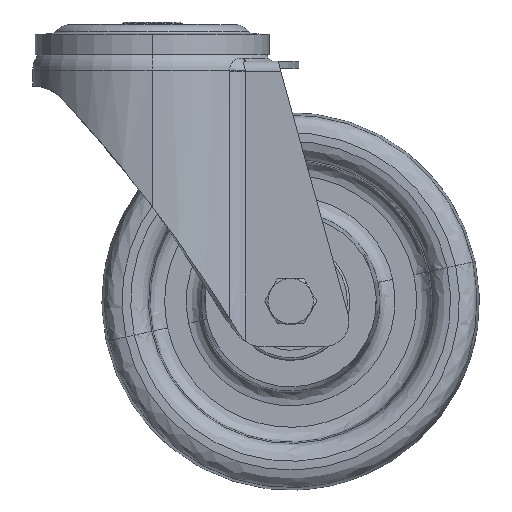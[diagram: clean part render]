
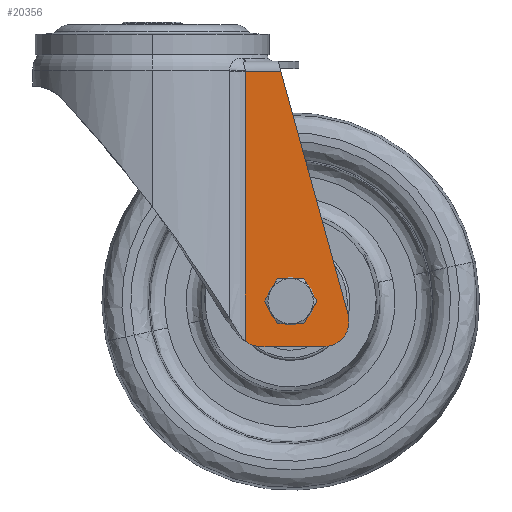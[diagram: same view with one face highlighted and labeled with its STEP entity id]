
A CAD part, top view. The second image highlights one B-rep face of the part: STEP entity #20356.
In plain terms, the highlighted planar face has unit normal (0, 0, 1).
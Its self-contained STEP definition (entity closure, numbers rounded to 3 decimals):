
#922 = CARTESIAN_POINT ( 'NONE',  ( 37.024, -28.665, -175.642 ) ) ;
#1051 = CARTESIAN_POINT ( 'NONE',  ( 37.016, -19.613, -175.642 ) ) ;
#1536 = DIRECTION ( 'NONE',  ( 0., 0., -1. ) ) ;
#3039 = CARTESIAN_POINT ( 'NONE',  ( 37.017, -126.861, -175.642 ) ) ;
#3101 = CARTESIAN_POINT ( 'NONE',  ( 37.018, -64.444, -175.642 ) ) ;
#3268 = CARTESIAN_POINT ( 'NONE',  ( 77.836, -116.337, -175.642 ) ) ;
#3531 = CARTESIAN_POINT ( 'NONE',  ( 43.197, -129., -175.642 ) ) ;
#3707 = DIRECTION ( 'NONE',  ( 0.266, -0.964, 0. ) ) ;
#4621 = EDGE_CURVE ( 'NONE', #8297, #18506, #5789, .T. ) ;
#4706 = PLANE ( 'NONE',  #22278 ) ;
#4875 = CARTESIAN_POINT ( 'NONE',  ( 37.042, -20.774, -175.639 ) ) ;
#5082 = VERTEX_POINT ( 'NONE', #3039 ) ;
#5185 = LINE ( 'NONE', #16919, #6849 ) ;
#5265 = ORIENTED_EDGE ( 'NONE', *, *, #17925, .F. ) ;
#5714 = VERTEX_POINT ( 'NONE', #17152 ) ;
#5789 = CIRCLE ( 'NONE', #10864, 6.1 ) ;
#6334 = CARTESIAN_POINT ( 'NONE',  ( 37.023, -38.185, -175.642 ) ) ;
#6462 = CARTESIAN_POINT ( 'NONE',  ( 37.026, -23.041, -175.642 ) ) ;
#6787 = DIRECTION ( 'NONE',  ( 1., 0., 0. ) ) ;
#6849 = VECTOR ( 'NONE', #11523, 1000. ) ;
#7331 = DIRECTION ( 'NONE',  ( 0., -1., 0. ) ) ;
#8099 = EDGE_LOOP ( 'NONE', ( #13384, #11105 ) ) ;
#8222 = FACE_BOUND ( 'NONE', #8099, .T. ) ;
#8237 = EDGE_CURVE ( 'NONE', #5082, #22034, #11189, .T. ) ;
#8289 = CARTESIAN_POINT ( 'NONE',  ( 37.029, -25.294, -175.641 ) ) ;
#8297 = VERTEX_POINT ( 'NONE', #18254 ) ;
#8407 = CARTESIAN_POINT ( 'NONE',  ( 37.016, -19.6, -175.642 ) ) ;
#8523 = EDGE_CURVE ( 'NONE', #22034, #5714, #5185, .T. ) ;
#8571 = ORIENTED_EDGE ( 'NONE', *, *, #17955, .F. ) ;
#8818 = EDGE_CURVE ( 'NONE', #18506, #8297, #16130, .T. ) ;
#9895 = CIRCLE ( 'NONE', #12213, 10. ) ;
#9994 = CARTESIAN_POINT ( 'NONE',  ( 37.017, -91.209, -175.642 ) ) ;
#10236 = CARTESIAN_POINT ( 'NONE',  ( 37.041, -20.344, -175.638 ) ) ;
#10305 = ORIENTED_EDGE ( 'NONE', *, *, #8523, .F. ) ;
#10353 = CARTESIAN_POINT ( 'NONE',  ( 55., -111., -175.642 ) ) ;
#10864 = AXIS2_PLACEMENT_3D ( 'NONE', #10353, #12158, #15992 ) ;
#10952 = AXIS2_PLACEMENT_3D ( 'NONE', #18193, #19754, #7331 ) ;
#11105 = ORIENTED_EDGE ( 'NONE', *, *, #8818, .F. ) ;
#11189 = B_SPLINE_CURVE_WITH_KNOTS ( 'NONE', 3,
 ( #17442, #9994, #3101, #15534, #6334, #13959, #922, #8289, #23004, #6462, #13857, #21171, #20918, #4875, #10236, #17565, #1051, #8407 ),
 .UNSPECIFIED., .F., .F.,
 ( 4, 2, 2, 2, 2, 2, 2, 2, 4 ),
 ( 0., 0.5, 0.625, 0.75, 0.812, 0.844, 0.875, 0.937, 1. ),
 .UNSPECIFIED. ) ;
#11523 = DIRECTION ( 'NONE',  ( 1., 0., 0. ) ) ;
#11787 = ORIENTED_EDGE ( 'NONE', *, *, #11984, .T. ) ;
#11984 = EDGE_CURVE ( 'NONE', #15972, #20750, #23689, .T. ) ;
#12158 = DIRECTION ( 'NONE',  ( 0., 0., 1. ) ) ;
#12213 = AXIS2_PLACEMENT_3D ( 'NONE', #19837, #1536, #21660 ) ;
#12227 = DIRECTION ( 'NONE',  ( 1., 0., 0. ) ) ;
#12270 = VECTOR ( 'NONE', #6787, 1000. ) ;
#12674 = LINE ( 'NONE', #17965, #19397 ) ;
#12799 = CARTESIAN_POINT ( 'NONE',  ( 0., -165.6, -175.642 ) ) ;
#13054 = CARTESIAN_POINT ( 'NONE',  ( 61.1, -111., -175.642 ) ) ;
#13384 = ORIENTED_EDGE ( 'NONE', *, *, #4621, .F. ) ;
#13857 = CARTESIAN_POINT ( 'NONE',  ( 37.025, -22.653, -175.643 ) ) ;
#13959 = CARTESIAN_POINT ( 'NONE',  ( 37.025, -31.468, -175.642 ) ) ;
#14389 = ORIENTED_EDGE ( 'NONE', *, *, #19090, .F. ) ;
#15534 = CARTESIAN_POINT ( 'NONE',  ( 37.022, -42.098, -175.642 ) ) ;
#15972 = VERTEX_POINT ( 'NONE', #3531 ) ;
#15992 = DIRECTION ( 'NONE',  ( -1., 0., 0. ) ) ;
#16130 = CIRCLE ( 'NONE', #18805, 6.1 ) ;
#16178 = DIRECTION ( 'NONE',  ( 1., 0., 0. ) ) ;
#16318 = CIRCLE ( 'NONE', #10952, 10. ) ;
#16919 = CARTESIAN_POINT ( 'NONE',  ( 37.016, -19.6, -175.642 ) ) ;
#17152 = CARTESIAN_POINT ( 'NONE',  ( 51.105, -19.6, -175.642 ) ) ;
#17442 = CARTESIAN_POINT ( 'NONE',  ( 37.017, -126.861, -175.642 ) ) ;
#17565 = CARTESIAN_POINT ( 'NONE',  ( 37.026, -19.764, -175.64 ) ) ;
#17925 = EDGE_CURVE ( 'NONE', #15972, #5082, #16318, .T. ) ;
#17950 = CARTESIAN_POINT ( 'NONE',  ( 37.016, -19.6, -175.642 ) ) ;
#17955 = EDGE_CURVE ( 'NONE', #5714, #20828, #12674, .T. ) ;
#17965 = CARTESIAN_POINT ( 'NONE',  ( 51.105, -19.6, -175.642 ) ) ;
#18193 = CARTESIAN_POINT ( 'NONE',  ( 43.197, -119., -175.642 ) ) ;
#18254 = CARTESIAN_POINT ( 'NONE',  ( 48.9, -111., -175.642 ) ) ;
#18445 = DIRECTION ( 'NONE',  ( 0., 0., 1. ) ) ;
#18506 = VERTEX_POINT ( 'NONE', #13054 ) ;
#18805 = AXIS2_PLACEMENT_3D ( 'NONE', #23544, #23305, #12227 ) ;
#19090 = EDGE_CURVE ( 'NONE', #20828, #20750, #9895, .T. ) ;
#19397 = VECTOR ( 'NONE', #3707, 1000. ) ;
#19754 = DIRECTION ( 'NONE',  ( 0., 0., -1. ) ) ;
#19837 = CARTESIAN_POINT ( 'NONE',  ( 68.197, -119., -175.642 ) ) ;
#19965 = EDGE_LOOP ( 'NONE', ( #11787, #14389, #8571, #10305, #20108, #5265 ) ) ;
#20108 = ORIENTED_EDGE ( 'NONE', *, *, #8237, .F. ) ;
#20356 = ADVANCED_FACE ( 'NONE', ( #8222, #21236 ), #4706, .T. ) ;
#20750 = VERTEX_POINT ( 'NONE', #21023 ) ;
#20828 = VERTEX_POINT ( 'NONE', #3268 ) ;
#20918 = CARTESIAN_POINT ( 'NONE',  ( 37.031, -21.627, -175.641 ) ) ;
#21023 = CARTESIAN_POINT ( 'NONE',  ( 68.197, -129., -175.642 ) ) ;
#21171 = CARTESIAN_POINT ( 'NONE',  ( 37.027, -21.946, -175.642 ) ) ;
#21236 = FACE_OUTER_BOUND ( 'NONE', #19965, .T. ) ;
#21660 = DIRECTION ( 'NONE',  ( 0.964, 0.266, 0. ) ) ;
#22034 = VERTEX_POINT ( 'NONE', #17950 ) ;
#22278 = AXIS2_PLACEMENT_3D ( 'NONE', #12799, #18445, #16178 ) ;
#23004 = CARTESIAN_POINT ( 'NONE',  ( 37.03, -24.309, -175.641 ) ) ;
#23305 = DIRECTION ( 'NONE',  ( 0., 0., 1. ) ) ;
#23338 = CARTESIAN_POINT ( 'NONE',  ( 43.197, -129., -175.642 ) ) ;
#23544 = CARTESIAN_POINT ( 'NONE',  ( 55., -111., -175.642 ) ) ;
#23689 = LINE ( 'NONE', #23338, #12270 ) ;
